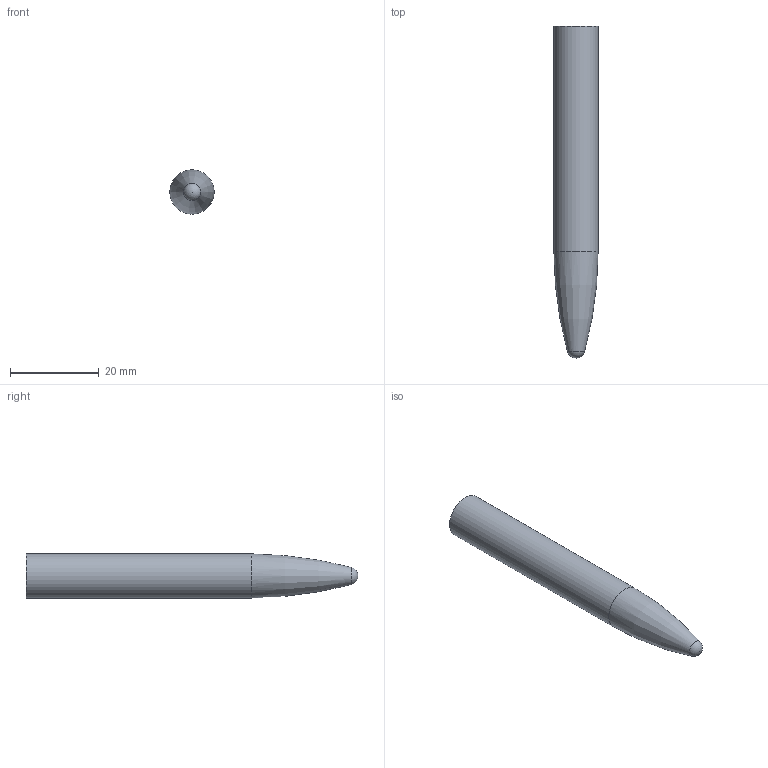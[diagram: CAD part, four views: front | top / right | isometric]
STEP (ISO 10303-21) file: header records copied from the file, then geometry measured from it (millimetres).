
FILE_DESCRIPTION(('OPEN MIND Model'),'2;1');
FILE_NAME('OPEN MIND Shape Model','2020-06-26T10:02:56',('Author'),( 'hyperCAD-S '),'hyperCAD-S STEP processor 6.6','hyperCAD-S 1.0' ,'Unknown');
FILE_SCHEMA(('AUTOMOTIVE_DESIGN { 1 0 10303 214 1 1 1 1 }'));
Length unit declared in the file: millimetre
Products named in the file (10): Product 22; Product 22.1; Product 22.2; Product 22.3; Product 22.4; Product 22.5; Product 22.6; Product 22.7; Product 22.8; Product 22.9
Assembly tree (9 placements, depth 2):
  Product 22
    Product 22.1
    Product 22.2
    Product 22.3
    Product 22.4
    Product 22.5
    Product 22.6
    Product 22.7
    Product 22.8
    Product 22.9
Bounding box: 10 x 75 x 10 mm (x, y, z)
Volume: 0 mm3; surface area: 4843 mm2
Topology: 1 solids, 3 shells, 9 faces, 26 edges, 27 vertices
Faces by surface type: plane 3, cylinder 2, revolution 2, sphere 2
Full cylindrical faces by diameter (mm): 10 x2
Entity records: 694 total; most frequent: CARTESIAN_POINT 104, DIRECTION 102, LINE 36, VECTOR 36, AXIS2_PLACEMENT_3D 31, ORIENTED_EDGE 28, PCURVE 28, DEFINITIONAL_REPRESENTATION 28
